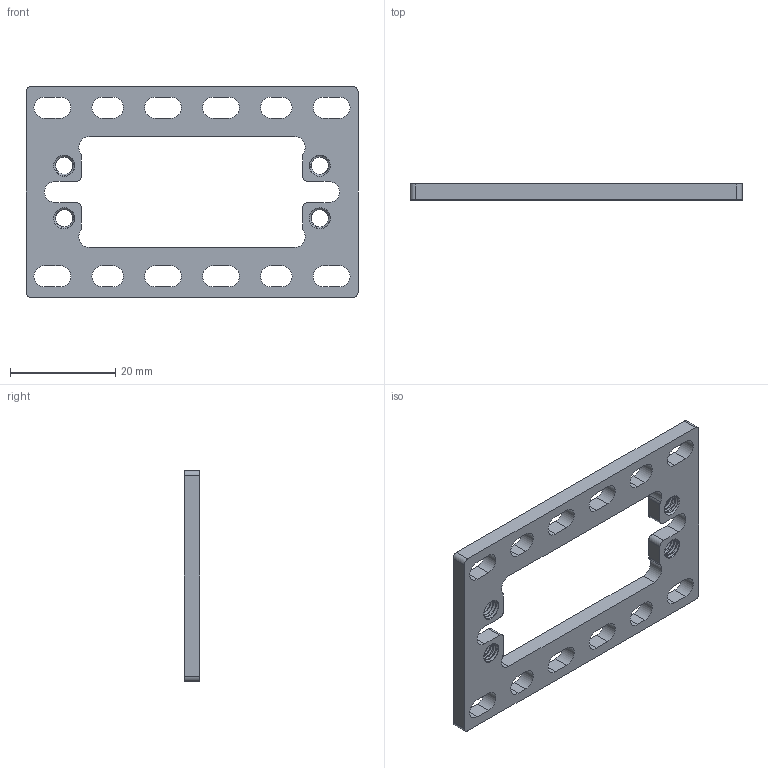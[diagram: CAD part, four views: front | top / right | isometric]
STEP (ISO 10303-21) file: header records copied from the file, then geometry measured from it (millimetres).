
FILE_DESCRIPTION( ( '' ), ' ' );
FILE_NAME( '5a2addee5214870eedd3ec1f.step', '2017-12-08T18:46:07', ( '' ), ( '' ), ' ', ' ', ' ' );
FILE_SCHEMA( ( 'AUTOMOTIVE_DESIGN { 1 0 10303 214 1 1 1 1 }' ) );
Length unit declared in the file: metre
Products named in the file (1): 1801-0040-0001
Bounding box: 63 x 3 x 40 mm (x, y, z)
Volume: 3782.5 mm3; surface area: 4420.7 mm2
Topology: 1 solids, 1 shells, 106 faces, 439 edges, 335 vertices
Faces by surface type: cylinder 50, plane 40, cone 8, bspline 8
Entity records: 7847 total; most frequent: CARTESIAN_POINT 3591, ORIENTED_EDGE 874, DIRECTION 576, EDGE_CURVE 437, VERTEX_POINT 334, AXIS2_PLACEMENT_3D 210, LINE 156, VECTOR 156
